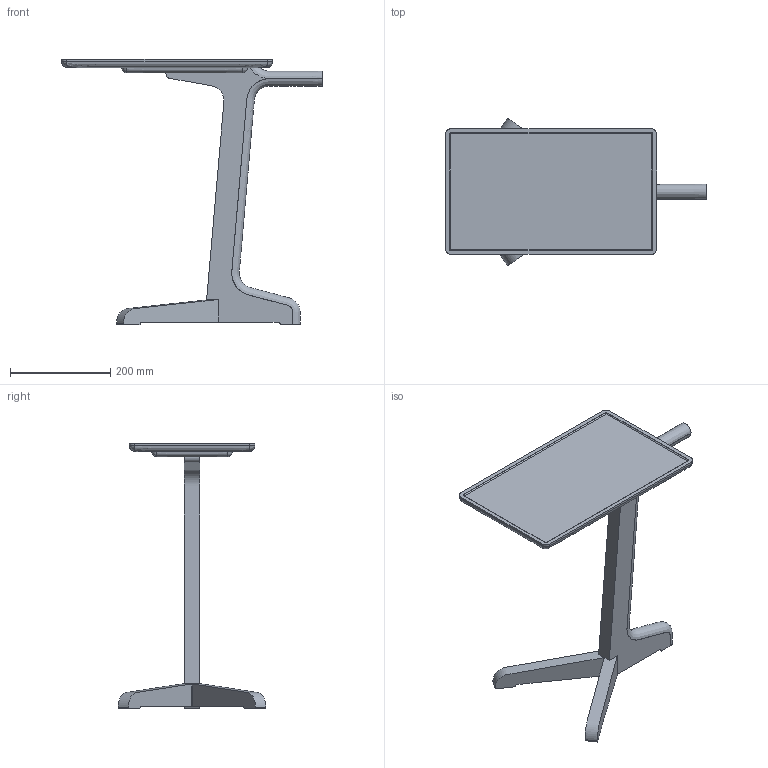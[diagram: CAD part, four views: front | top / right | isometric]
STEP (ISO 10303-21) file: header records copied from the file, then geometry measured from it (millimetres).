
FILE_DESCRIPTION(/* description */ (''),/* implementation_level */ '2;1');
FILE_NAME(/* name */ 'tav. 46',/* time_stamp */ '2013-07-16T12:42:29+02:00',/* author */ (''),/* organization */ (''),/* preprocessor_version */ 'ST-DEVELOPER v10',/* originating_system */ '',/* authorisation */ '');
FILE_SCHEMA (('CONFIG_CONTROL_DESIGN'));
Length unit declared in the file: millimetre
Products named in the file (1): 1
Bounding box: 519.21 x 294.11 x 528.5 mm (x, y, z)
Volume: 3489351.6 mm3; surface area: 540593.9 mm2
Topology: 6 solids, 6 shells, 91 faces, 198 edges, 116 vertices
Faces by surface type: bspline 91
Entity records: 4637 total; most frequent: CARTESIAN_POINT 3440, ORIENTED_EDGE 388, EDGE_CURVE 194, VERTEX_POINT 116, EDGE_LOOP 92, ADVANCED_FACE 91, FACE_OUTER_BOUND 91, B_SPLINE_CURVE_WITH_KNOTS 75
